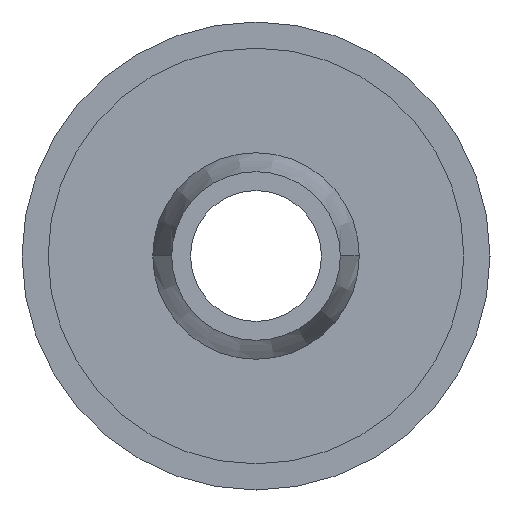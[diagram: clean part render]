
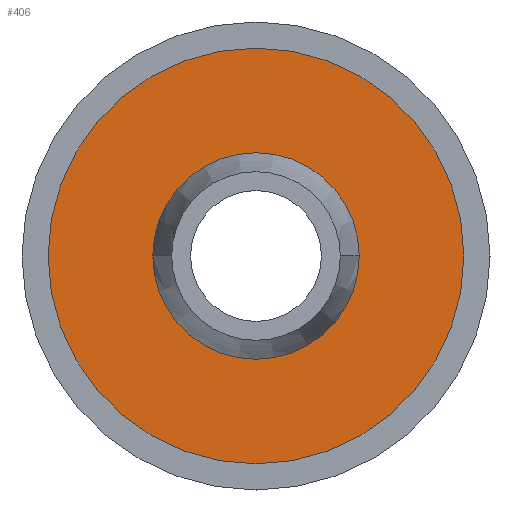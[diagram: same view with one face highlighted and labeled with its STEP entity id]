
A CAD part, left-side view. The second image highlights one B-rep face of the part: STEP entity #406.
In plain terms, the highlighted planar face has unit normal (-1, 0, 0).
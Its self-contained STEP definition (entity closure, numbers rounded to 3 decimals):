
#302=CARTESIAN_POINT('POINT19',(19.304,3.81,
   0.));
#303=VERTEX_POINT('VERTEX19',#302);
#310=CARTESIAN_POINT('POINT20',(19.304,-3.81,
   0.));
#311=VERTEX_POINT('VERTEX20',#310);
#312=CARTESIAN_POINT('POS31',(19.304,0.,
   0.));
#313=DIRECTION('DIR48',(1.,0.,
   0.));
#314=DIRECTION('DIR49',(0.,1.,
   0.));
#315=AXIS2_PLACEMENT_3D('AXIS18',#312,#313,#314);
#316=CIRCLE('ELLIPSE10',#315,3.81);
#317=EDGE_CURVE('EDGE32',#311,#303,#316,.T.);
#337=EDGE_CURVE('EDGE34',#303,#311,#316,.T.);
#382=CARTESIAN_POINT('POINT23',(19.304,7.671,
   0.));
#383=VERTEX_POINT('VERTEX23',#382);
#384=CARTESIAN_POINT('POINT24',(19.304,-7.671,
   0.));
#385=VERTEX_POINT('VERTEX24',#384);
#386=CARTESIAN_POINT('POS38',(19.304,0.,
   0.));
#387=DIRECTION('DIR59',(1.,0.,
   0.));
#388=DIRECTION('DIR60',(0.,1.,
   0.));
#389=AXIS2_PLACEMENT_3D('AXIS22',#386,#387,#388);
#390=CIRCLE('ELLIPSE12',#389,7.671);
#391=EDGE_CURVE('EDGE39',#383,#385,#390,.T.);
#392=ORIENTED_EDGE('COEDGE73',*,*,#391,.F.);
#393=EDGE_CURVE('EDGE40',#385,#383,#390,.T.);
#394=ORIENTED_EDGE('COEDGE74',*,*,#393,.F.);
#395=EDGE_LOOP('NONE',(#392,#394));
#396=FACE_BOUND('LOOP1',#395,.T.);
#397=ORIENTED_EDGE('COEDGE75',*,*,#337,.T.);
#398=ORIENTED_EDGE('COEDGE76',*,*,#317,.T.);
#399=EDGE_LOOP('NONE',(#397,#398));
#400=FACE_BOUND('LOOP1',#399,.T.);
#401=CARTESIAN_POINT('POS39',(19.304,5.74,
   0.));
#402=DIRECTION('DIR61',(-1.,0.,
   0.));
#403=DIRECTION('DIR62',(0.,1.,
   0.));
#404=AXIS2_PLACEMENT_3D('AXIS23',#401,#402,#403);
#405=PLANE('PLANE3',#404);
#406=ADVANCED_FACE('FACE19',(#396,#400),#405,.T.);
